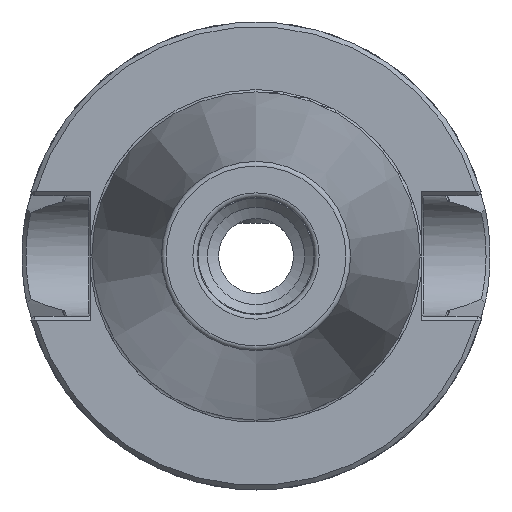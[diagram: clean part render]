
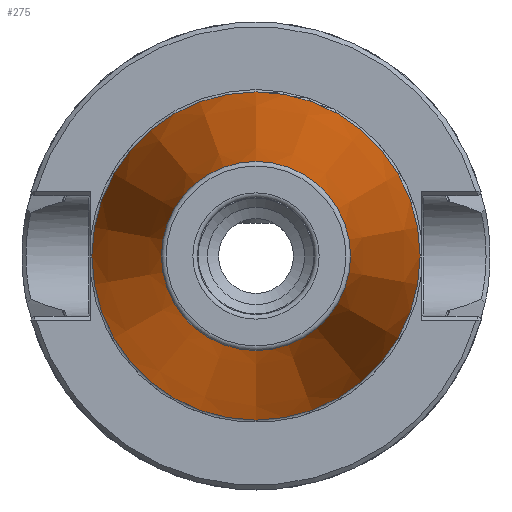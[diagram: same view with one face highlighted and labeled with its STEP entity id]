
A CAD part, left-side view. The second image highlights one B-rep face of the part: STEP entity #275.
In plain terms, the highlighted conical face has half-angle 8.297 degrees and reference radius 20.204 mm.
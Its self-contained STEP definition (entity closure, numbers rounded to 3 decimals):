
#275 = ADVANCED_FACE( '', ( #586, #587 ), #588, .T. );
#586 = FACE_OUTER_BOUND( '', #951, .T. );
#587 = FACE_BOUND( '', #952, .T. );
#588 = CONICAL_SURFACE( '', #953, 20.204, 0.145 );
#951 = EDGE_LOOP( '', ( #1643 ) );
#952 = EDGE_LOOP( '', ( #1644 ) );
#953 = AXIS2_PLACEMENT_3D( '', #1645, #1646, #1647 );
#1643 = ORIENTED_EDGE( '', *, *, #2048, .T. );
#1644 = ORIENTED_EDGE( '', *, *, #1844, .F. );
#1645 = CARTESIAN_POINT( '', ( -100.944, 0., 0. ) );
#1646 = DIRECTION( '', ( 1., 0., 0. ) );
#1647 = DIRECTION( '', ( 0., 0., -1. ) );
#1844 = EDGE_CURVE( '', #2184, #2184, #2185, .T. );
#2048 = EDGE_CURVE( '', #2474, #2474, #2475, .T. );
#2184 = VERTEX_POINT( '', #2753 );
#2185 = CIRCLE( '', #2754, 20.204 );
#2474 = VERTEX_POINT( '', #3474 );
#2475 = CIRCLE( '', #3475, 35.065 );
#2753 = CARTESIAN_POINT( '', ( -100.944, 0., 20.204 ) );
#2754 = AXIS2_PLACEMENT_3D( '', #3583, #3584, #3585 );
#3474 = CARTESIAN_POINT( '', ( 0.963, 0., 35.065 ) );
#3475 = AXIS2_PLACEMENT_3D( '', #3783, #3784, #3785 );
#3583 = CARTESIAN_POINT( '', ( -100.944, 0., 0. ) );
#3584 = DIRECTION( '', ( -1., 0., 0. ) );
#3585 = DIRECTION( '', ( 0., 0., 1. ) );
#3783 = CARTESIAN_POINT( '', ( 0.963, 0., 0. ) );
#3784 = DIRECTION( '', ( -1., 0., 0. ) );
#3785 = DIRECTION( '', ( 0., 0., 1. ) );
